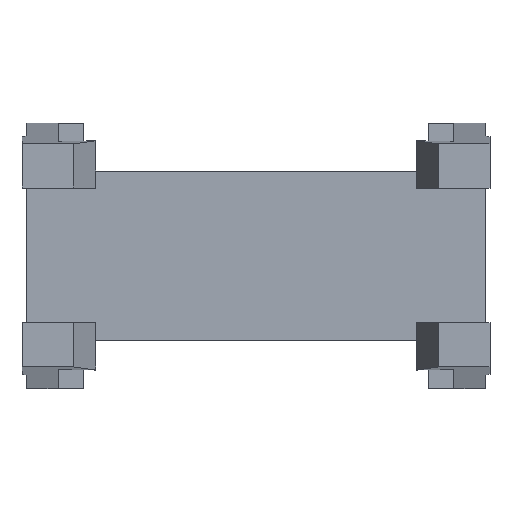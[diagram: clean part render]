
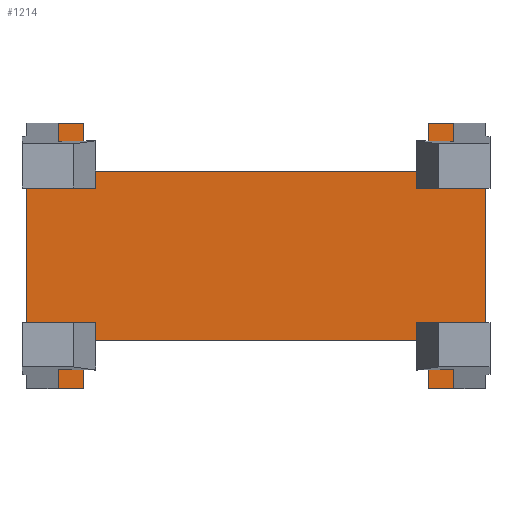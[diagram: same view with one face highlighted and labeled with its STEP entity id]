
A CAD part, top view. The second image highlights one B-rep face of the part: STEP entity #1214.
In plain terms, the highlighted planar face has unit normal (0, 0, 1).
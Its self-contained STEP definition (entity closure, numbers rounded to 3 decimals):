
#1140=AXIS2_PLACEMENT_3D('Plane Axis2P3D',#1137,#1138,#1139) ;
#157=CARTESIAN_POINT('Vertex',(10.26,0.,2.)) ;
#240=CARTESIAN_POINT('Vertex',(10.26,1.55,2.)) ;
#243=CARTESIAN_POINT('Line Origine',(10.26,0.775,2.)) ;
#264=CARTESIAN_POINT('Vertex',(11.01,1.55,2.)) ;
#267=CARTESIAN_POINT('Line Origine',(10.635,1.55,2.)) ;
#341=CARTESIAN_POINT('Vertex',(11.01,4.75,2.)) ;
#344=CARTESIAN_POINT('Line Origine',(11.01,3.15,2.)) ;
#456=CARTESIAN_POINT('Vertex',(10.26,6.3,2.)) ;
#542=CARTESIAN_POINT('Line Origine',(10.26,5.525,2.)) ;
#546=CARTESIAN_POINT('Vertex',(10.26,4.75,2.)) ;
#573=CARTESIAN_POINT('Line Origine',(10.635,4.75,2.)) ;
#663=CARTESIAN_POINT('Vertex',(9.66,6.3,2.)) ;
#666=CARTESIAN_POINT('Line Origine',(9.96,6.3,2.)) ;
#684=CARTESIAN_POINT('Line Origine',(9.96,0.,2.)) ;
#688=CARTESIAN_POINT('Vertex',(9.66,0.,2.)) ;
#736=CARTESIAN_POINT('Vertex',(0.86,6.3,2.)) ;
#792=CARTESIAN_POINT('Vertex',(9.66,5.15,2.)) ;
#797=CARTESIAN_POINT('Line Origine',(9.66,5.725,2.)) ;
#826=CARTESIAN_POINT('Line Origine',(9.66,0.575,2.)) ;
#830=CARTESIAN_POINT('Vertex',(9.66,1.15,2.)) ;
#1015=CARTESIAN_POINT('Line Origine',(5.56,1.15,2.)) ;
#1019=CARTESIAN_POINT('Vertex',(1.46,1.15,2.)) ;
#1050=CARTESIAN_POINT('Vertex',(1.46,5.15,2.)) ;
#1053=CARTESIAN_POINT('Line Origine',(5.56,5.15,2.)) ;
#1109=CARTESIAN_POINT('Vertex',(0.11,1.55,2.)) ;
#1112=CARTESIAN_POINT('Line Origine',(0.11,3.15,2.)) ;
#1116=CARTESIAN_POINT('Vertex',(0.11,4.75,2.)) ;
#1137=CARTESIAN_POINT('Axis2P3D Location',(-6.54,-0.3,2.)) ;
#1142=CARTESIAN_POINT('Line Origine',(0.485,1.55,2.)) ;
#1146=CARTESIAN_POINT('Vertex',(0.86,1.55,2.)) ;
#1149=CARTESIAN_POINT('Line Origine',(0.86,0.775,2.)) ;
#1153=CARTESIAN_POINT('Vertex',(0.86,0.,2.)) ;
#1156=CARTESIAN_POINT('Line Origine',(1.16,0.,2.)) ;
#1160=CARTESIAN_POINT('Vertex',(1.46,0.,2.)) ;
#1163=CARTESIAN_POINT('Line Origine',(1.46,0.575,2.)) ;
#1168=CARTESIAN_POINT('Line Origine',(1.46,5.725,2.)) ;
#1172=CARTESIAN_POINT('Vertex',(1.46,6.3,2.)) ;
#1175=CARTESIAN_POINT('Line Origine',(1.16,6.3,2.)) ;
#1180=CARTESIAN_POINT('Line Origine',(0.86,5.525,2.)) ;
#1184=CARTESIAN_POINT('Vertex',(0.86,4.75,2.)) ;
#1187=CARTESIAN_POINT('Line Origine',(0.485,4.75,2.)) ;
#244=DIRECTION('Vector Direction',(0.,-1.,0.)) ;
#268=DIRECTION('Vector Direction',(1.,0.,0.)) ;
#345=DIRECTION('Vector Direction',(0.,1.,0.)) ;
#543=DIRECTION('Vector Direction',(0.,1.,0.)) ;
#574=DIRECTION('Vector Direction',(1.,0.,0.)) ;
#667=DIRECTION('Vector Direction',(-1.,0.,0.)) ;
#685=DIRECTION('Vector Direction',(-1.,0.,0.)) ;
#798=DIRECTION('Vector Direction',(0.,1.,0.)) ;
#827=DIRECTION('Vector Direction',(0.,1.,0.)) ;
#1016=DIRECTION('Vector Direction',(-1.,0.,0.)) ;
#1054=DIRECTION('Vector Direction',(-1.,0.,0.)) ;
#1113=DIRECTION('Vector Direction',(0.,1.,0.)) ;
#1138=DIRECTION('Axis2P3D Direction',(0.,0.,1.)) ;
#1139=DIRECTION('Axis2P3D XDirection',(1.,0.,0.)) ;
#1143=DIRECTION('Vector Direction',(-1.,0.,0.)) ;
#1150=DIRECTION('Vector Direction',(0.,-1.,0.)) ;
#1157=DIRECTION('Vector Direction',(1.,0.,0.)) ;
#1164=DIRECTION('Vector Direction',(0.,-1.,0.)) ;
#1169=DIRECTION('Vector Direction',(0.,-1.,0.)) ;
#1176=DIRECTION('Vector Direction',(1.,0.,0.)) ;
#1181=DIRECTION('Vector Direction',(0.,1.,0.)) ;
#1188=DIRECTION('Vector Direction',(-1.,0.,0.)) ;
#245=VECTOR('Line Direction',#244,1.) ;
#269=VECTOR('Line Direction',#268,1.) ;
#346=VECTOR('Line Direction',#345,1.) ;
#544=VECTOR('Line Direction',#543,1.) ;
#575=VECTOR('Line Direction',#574,1.) ;
#668=VECTOR('Line Direction',#667,1.) ;
#686=VECTOR('Line Direction',#685,1.) ;
#799=VECTOR('Line Direction',#798,1.) ;
#828=VECTOR('Line Direction',#827,1.) ;
#1017=VECTOR('Line Direction',#1016,1.) ;
#1055=VECTOR('Line Direction',#1054,1.) ;
#1114=VECTOR('Line Direction',#1113,1.) ;
#1144=VECTOR('Line Direction',#1143,1.) ;
#1151=VECTOR('Line Direction',#1150,1.) ;
#1158=VECTOR('Line Direction',#1157,1.) ;
#1165=VECTOR('Line Direction',#1164,1.) ;
#1170=VECTOR('Line Direction',#1169,1.) ;
#1177=VECTOR('Line Direction',#1176,1.) ;
#1182=VECTOR('Line Direction',#1181,1.) ;
#1189=VECTOR('Line Direction',#1188,1.) ;
#1193=ORIENTED_EDGE('',*,*,#1118,.F.) ;
#1194=ORIENTED_EDGE('',*,*,#1148,.F.) ;
#1195=ORIENTED_EDGE('',*,*,#1155,.T.) ;
#1196=ORIENTED_EDGE('',*,*,#1162,.T.) ;
#1197=ORIENTED_EDGE('',*,*,#1167,.F.) ;
#1198=ORIENTED_EDGE('',*,*,#1021,.F.) ;
#1199=ORIENTED_EDGE('',*,*,#832,.F.) ;
#1200=ORIENTED_EDGE('',*,*,#690,.F.) ;
#1201=ORIENTED_EDGE('',*,*,#247,.F.) ;
#1202=ORIENTED_EDGE('',*,*,#271,.T.) ;
#1203=ORIENTED_EDGE('',*,*,#348,.T.) ;
#1204=ORIENTED_EDGE('',*,*,#577,.F.) ;
#1205=ORIENTED_EDGE('',*,*,#548,.T.) ;
#1206=ORIENTED_EDGE('',*,*,#670,.T.) ;
#1207=ORIENTED_EDGE('',*,*,#801,.F.) ;
#1208=ORIENTED_EDGE('',*,*,#1057,.T.) ;
#1209=ORIENTED_EDGE('',*,*,#1174,.F.) ;
#1210=ORIENTED_EDGE('',*,*,#1179,.F.) ;
#1211=ORIENTED_EDGE('',*,*,#1186,.F.) ;
#1212=ORIENTED_EDGE('',*,*,#1191,.T.) ;
#1214=ADVANCED_FACE('Strain Relief',(#1213),#1141,.T.) ;
#247=EDGE_CURVE('',#241,#158,#246,.T.) ;
#271=EDGE_CURVE('',#241,#265,#270,.T.) ;
#348=EDGE_CURVE('',#265,#342,#347,.T.) ;
#548=EDGE_CURVE('',#547,#457,#545,.T.) ;
#577=EDGE_CURVE('',#547,#342,#576,.T.) ;
#670=EDGE_CURVE('',#457,#664,#669,.T.) ;
#690=EDGE_CURVE('',#158,#689,#687,.T.) ;
#801=EDGE_CURVE('',#793,#664,#800,.T.) ;
#832=EDGE_CURVE('',#689,#831,#829,.T.) ;
#1021=EDGE_CURVE('',#831,#1020,#1018,.T.) ;
#1057=EDGE_CURVE('',#793,#1051,#1056,.T.) ;
#1118=EDGE_CURVE('',#1110,#1117,#1115,.T.) ;
#1148=EDGE_CURVE('',#1147,#1110,#1145,.T.) ;
#1155=EDGE_CURVE('',#1147,#1154,#1152,.T.) ;
#1162=EDGE_CURVE('',#1154,#1161,#1159,.T.) ;
#1167=EDGE_CURVE('',#1020,#1161,#1166,.T.) ;
#1174=EDGE_CURVE('',#1173,#1051,#1171,.T.) ;
#1179=EDGE_CURVE('',#737,#1173,#1178,.T.) ;
#1186=EDGE_CURVE('',#1185,#737,#1183,.T.) ;
#1191=EDGE_CURVE('',#1185,#1117,#1190,.T.) ;
#1192=EDGE_LOOP('',(#1193,#1194,#1195,#1196,#1197,#1198,#1199,#1200,#1201,#1202,#1203,#1204,#1205,#1206,#1207,#1208,#1209,#1210,#1211,#1212)) ;
#1213=FACE_OUTER_BOUND('',#1192,.T.) ;
#246=LINE('Line',#243,#245) ;
#270=LINE('Line',#267,#269) ;
#347=LINE('Line',#344,#346) ;
#545=LINE('Line',#542,#544) ;
#576=LINE('Line',#573,#575) ;
#669=LINE('Line',#666,#668) ;
#687=LINE('Line',#684,#686) ;
#800=LINE('Line',#797,#799) ;
#829=LINE('Line',#826,#828) ;
#1018=LINE('Line',#1015,#1017) ;
#1056=LINE('Line',#1053,#1055) ;
#1115=LINE('Line',#1112,#1114) ;
#1145=LINE('Line',#1142,#1144) ;
#1152=LINE('Line',#1149,#1151) ;
#1159=LINE('Line',#1156,#1158) ;
#1166=LINE('Line',#1163,#1165) ;
#1171=LINE('Line',#1168,#1170) ;
#1178=LINE('Line',#1175,#1177) ;
#1183=LINE('Line',#1180,#1182) ;
#1190=LINE('Line',#1187,#1189) ;
#1141=PLANE('',#1140) ;
#158=VERTEX_POINT('',#157) ;
#241=VERTEX_POINT('',#240) ;
#265=VERTEX_POINT('',#264) ;
#342=VERTEX_POINT('',#341) ;
#457=VERTEX_POINT('',#456) ;
#547=VERTEX_POINT('',#546) ;
#664=VERTEX_POINT('',#663) ;
#689=VERTEX_POINT('',#688) ;
#737=VERTEX_POINT('',#736) ;
#793=VERTEX_POINT('',#792) ;
#831=VERTEX_POINT('',#830) ;
#1020=VERTEX_POINT('',#1019) ;
#1051=VERTEX_POINT('',#1050) ;
#1110=VERTEX_POINT('',#1109) ;
#1117=VERTEX_POINT('',#1116) ;
#1147=VERTEX_POINT('',#1146) ;
#1154=VERTEX_POINT('',#1153) ;
#1161=VERTEX_POINT('',#1160) ;
#1173=VERTEX_POINT('',#1172) ;
#1185=VERTEX_POINT('',#1184) ;
